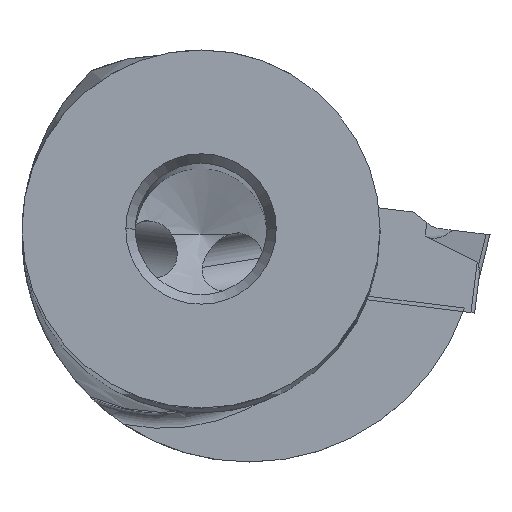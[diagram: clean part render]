
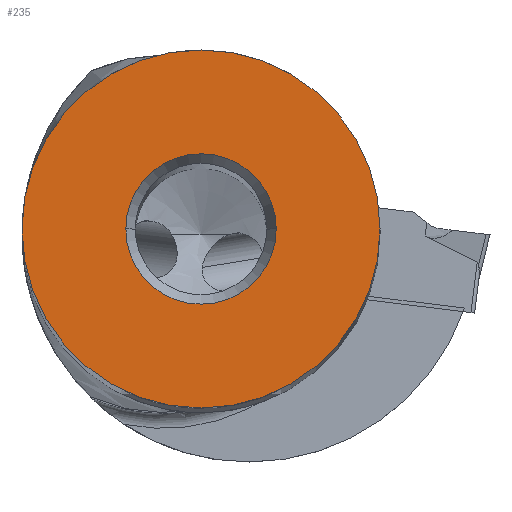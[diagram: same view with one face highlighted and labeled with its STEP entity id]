
A CAD part, top view. The second image highlights one B-rep face of the part: STEP entity #235.
In plain terms, the highlighted planar face has unit normal (0, 0, 1).
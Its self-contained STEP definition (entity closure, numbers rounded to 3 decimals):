
#54=FACE_BOUND('',#555,.T.);
#55=FACE_BOUND('',#556,.T.);
#235=ADVANCED_FACE('',(#54,#55),#333,.F.);
#333=PLANE('',#3025);
#555=EDGE_LOOP('',(#1079,#1080));
#556=EDGE_LOOP('',(#1081,#1082));
#1079=ORIENTED_EDGE('',*,*,#1946,.T.);
#1080=ORIENTED_EDGE('',*,*,#1941,.T.);
#1081=ORIENTED_EDGE('',*,*,#1947,.T.);
#1082=ORIENTED_EDGE('',*,*,#1948,.T.);
#1601=VERTEX_POINT('',#5254);
#1602=VERTEX_POINT('',#5256);
#1607=VERTEX_POINT('',#5269);
#1608=VERTEX_POINT('',#5270);
#1941=EDGE_CURVE('',#1601,#1602,#2300,.T.);
#1946=EDGE_CURVE('',#1602,#1601,#2301,.T.);
#1947=EDGE_CURVE('',#1607,#1608,#2302,.T.);
#1948=EDGE_CURVE('',#1608,#1607,#2303,.T.);
#2300=CIRCLE('',#3018,9.525);
#2301=CIRCLE('',#3022,9.525);
#2302=CIRCLE('',#3023,4.);
#2303=CIRCLE('',#3024,4.);
#3018=AXIS2_PLACEMENT_3D('',#5257,#3524,#3525);
#3022=AXIS2_PLACEMENT_3D('',#5267,#3534,#3535);
#3023=AXIS2_PLACEMENT_3D('',#5268,#3536,#3537);
#3024=AXIS2_PLACEMENT_3D('',#5271,#3538,#3539);
#3025=AXIS2_PLACEMENT_3D('',#5272,#3540,#3541);
#3524=DIRECTION('',(0.,0.,1.));
#3525=DIRECTION('',(-1.,0.,0.));
#3534=DIRECTION('',(0.,0.,1.));
#3535=DIRECTION('',(1.,0.,0.));
#3536=DIRECTION('',(0.,0.,-1.));
#3537=DIRECTION('',(1.,0.,0.));
#3538=DIRECTION('',(0.,0.,-1.));
#3539=DIRECTION('',(-1.,0.,0.));
#3540=DIRECTION('',(0.,0.,-1.));
#3541=DIRECTION('',(1.,0.,0.));
#5254=CARTESIAN_POINT('',(-9.525,0.,0.));
#5256=CARTESIAN_POINT('',(9.525,0.,0.));
#5257=CARTESIAN_POINT('',(0.,0.,0.));
#5267=CARTESIAN_POINT('',(0.,0.,0.));
#5268=CARTESIAN_POINT('',(0.,0.,0.));
#5269=CARTESIAN_POINT('',(4.,0.,0.));
#5270=CARTESIAN_POINT('',(-4.,0.,0.));
#5271=CARTESIAN_POINT('',(0.,0.,0.));
#5272=CARTESIAN_POINT('',(0.,0.,0.));
